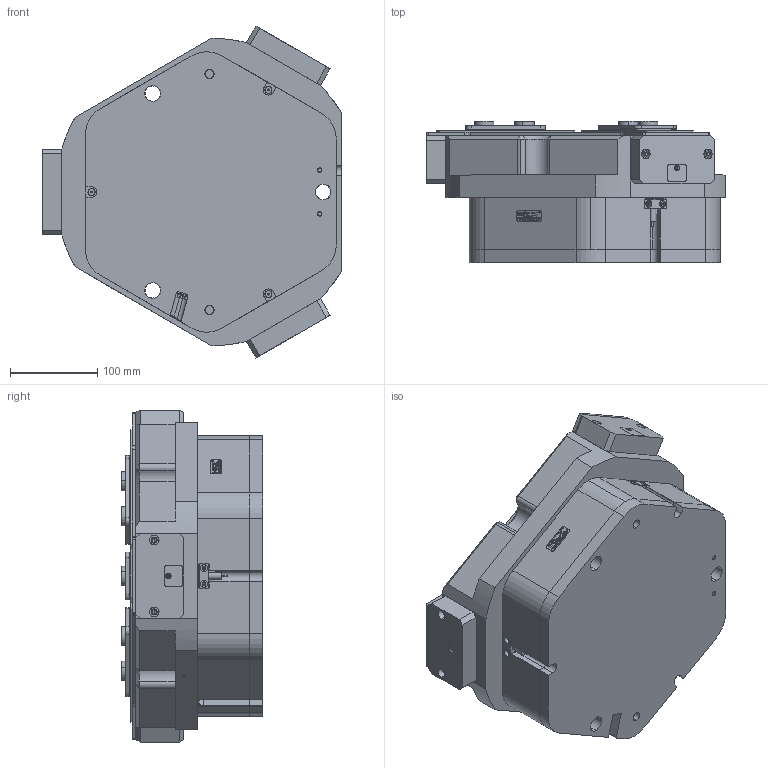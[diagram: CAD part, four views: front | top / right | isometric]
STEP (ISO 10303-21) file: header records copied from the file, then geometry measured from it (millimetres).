
FILE_DESCRIPTION (( 'STEP AP203' ), '1' );
FILE_NAME ('FZ220-352-P.STEP', '2024-12-20T07:18:55', ( 'USER-' ), ( 'Microsoft' ), 'SwSTEP 2.0', 'SolidWorks 2018', '' );
FILE_SCHEMA (( 'CONFIG_CONTROL_DESIGN' ));
Length unit declared in the file: millimetre
Products named in the file (18): 电容传感器; 湮酴; FZ220-352; TZT220-352-M-14 忒硌薊啣; TZT185-292-M-15 耜猾苤裔; TZT220-352-M-05 菁裔啣; TZT220-352-C60; TZT220-352-M-12 耜猾极; TZT220-352-M-01 褲极; ﾏ擎ﾗ22｡ﾁ18｡ﾁ20; TR300-15-1晚假蚾輸; TZT220-352-M-11 奻葡裔啣; TZT220-352-M-13 痄雄結啣; 埴翐芛_GB_FASTENER_SCREWS_HSHCS M2X8-N; FZ220-352-P; 昹親棠覜羲壽; 32x12-R2; TZT220-352-M-02 賑輸
Assembly tree (44 placements, depth 4):
  FZ220-352-P
    TZT220-352-C60
      FZ220-352
        TZT220-352-M-02 賑輸  x3
        TZT220-352-M-05 菁裔啣
        电容传感器  x3
        湮酴  x3
        TZT220-352-M-01 褲极
        TR300-15-1晚假蚾輸  x3
        埴翐芛_GB_FASTENER_SCREWS_HSHCS M2X8-N  x6
        32x12-R2
        昹親棠覜羲壽  x2
    TZT220-352-M-11 奻葡裔啣
    TZT220-352-M-13 痄雄結啣  x3
    TZT220-352-M-14 忒硌薊啣  x3
    TZT220-352-M-12 耜猾极  x3
    TZT185-292-M-15 耜猾苤裔  x3
    ﾏ擎ﾗ22｡ﾁ18｡ﾁ20  x6
Bounding box: 342 x 161.5 x 379.82 mm (x, y, z)
Volume: 10915451.8 mm3; surface area: 996967.3 mm2
Topology: 42 solids, 44 shells, 2440 faces, 6199 edges, 3888 vertices
Faces by surface type: plane 1192, cylinder 733, cone 346, bspline 157, torus 12
Entity records: 58883 total; most frequent: CARTESIAN_POINT 15683, ORIENTED_EDGE 8570, DIRECTION 8153, EDGE_CURVE 4285, VECTOR 2753, LINE 2753, VERTEX_POINT 2725, AXIS2_PLACEMENT_3D 2700
